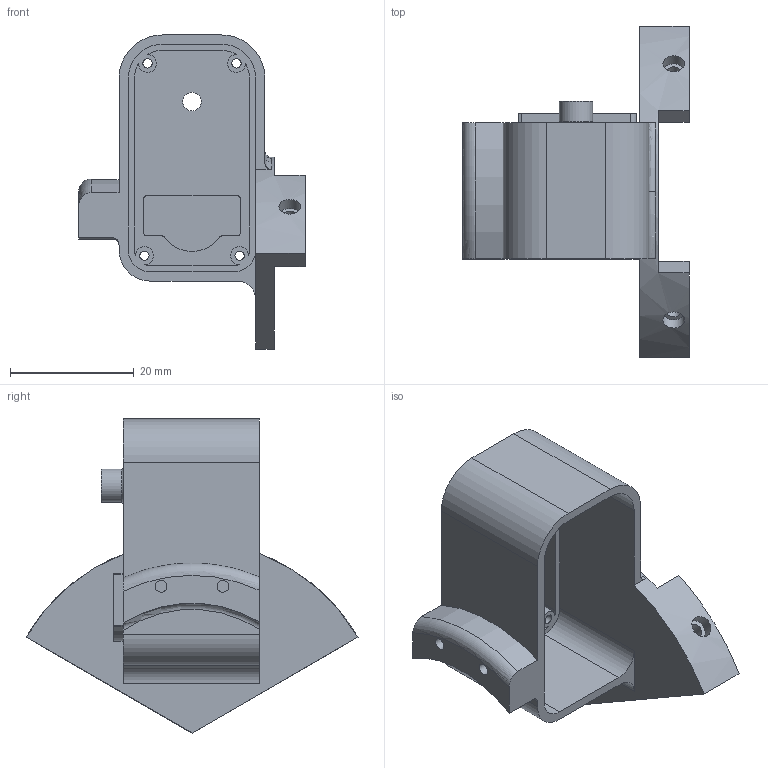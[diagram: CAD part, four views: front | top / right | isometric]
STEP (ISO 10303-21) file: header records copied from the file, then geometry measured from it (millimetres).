
FILE_DESCRIPTION(('FreeCAD Model'),'2;1');
FILE_NAME('Open CASCADE Shape Model','2024-07-04T13:23:07',(''),(''), 'Open CASCADE STEP processor 7.6','FreeCAD','Unknown');
FILE_SCHEMA(('AUTOMOTIVE_DESIGN { 1 0 10303 214 1 1 1 1 }'));
Length unit declared in the file: millimetre
Products named in the file (1): Body
Bounding box: 36.6 x 53.69 x 50.8 mm (x, y, z)
Volume: 9082.1 mm3; surface area: 9398.2 mm2
Topology: 1 solids, 1 shells, 96 faces, 306 edges, 220 vertices
Faces by surface type: cylinder 49, plane 42, torus 5
Full cylindrical faces by diameter (mm): 1.5 x4, 1.9 x2, 2.2 x2, 3 x1, 3.5 x2, 5.4 x1
Entity records: 9215 total; most frequent: CARTESIAN_POINT 3173, DIRECTION 1155, ORIENTED_EDGE 612, PCURVE 612, DEFINITIONAL_REPRESENTATION 612, LINE 575, VECTOR 575, EDGE_CURVE 306
